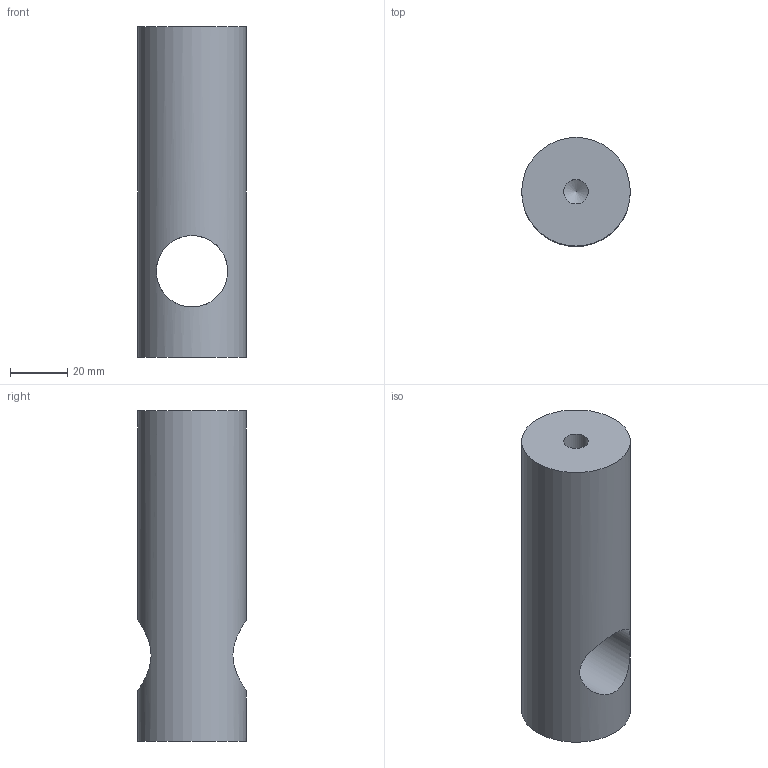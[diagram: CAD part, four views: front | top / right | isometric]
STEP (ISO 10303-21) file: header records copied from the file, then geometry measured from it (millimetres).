
FILE_DESCRIPTION((''),'2;1');
FILE_NAME('MSF-25.stp','2012-10-05T14:17:00',('hartung_david'),(''),'Autodesk Inventor 2012','Autodesk Inventor 2012','');
FILE_SCHEMA(('AUTOMOTIVE_DESIGN { 1 0 10303 214 1 1 1 1 }'));
Length unit declared in the file: millimetre
Products named in the file (1): MSF-25
Bounding box: 38 x 38 x 115.5 mm (x, y, z)
Volume: 112491.2 mm3; surface area: 18052.5 mm2
Topology: 1 solids, 1 shells, 6 faces, 11 edges, 7 vertices
Faces by surface type: cylinder 3, plane 2, cone 1
Full cylindrical faces by diameter (mm): 8.566 x1, 25 x1, 38 x1
Entity records: 263 total; most frequent: CARTESIAN_POINT 117, DIRECTION 22, ORIENTED_EDGE 12, EDGE_LOOP 12, AXIS2_PLACEMENT_3D 11, VERTEX_POINT 6, EDGE_CURVE 6, FACE_OUTER_BOUND 6
